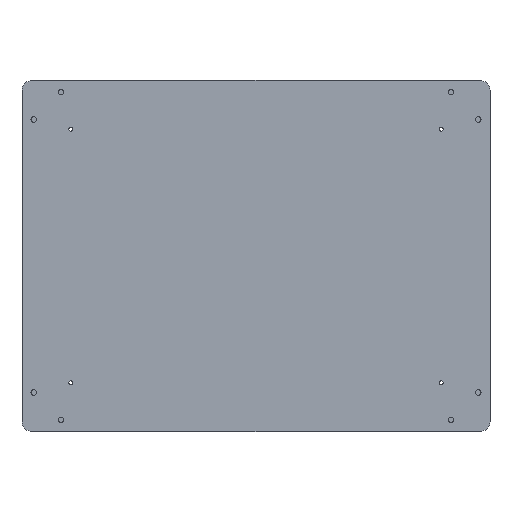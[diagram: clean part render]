
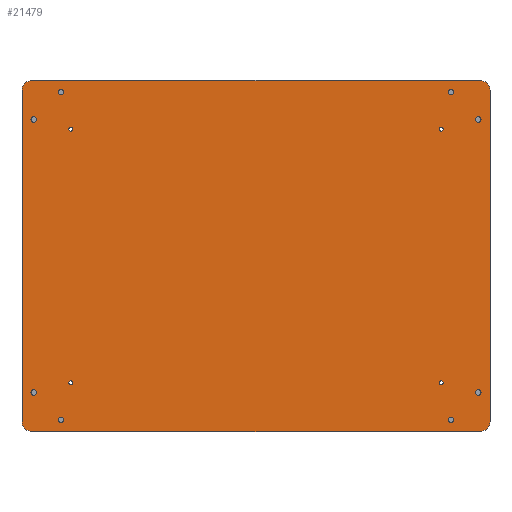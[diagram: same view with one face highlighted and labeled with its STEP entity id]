
A CAD part, front view. The second image highlights one B-rep face of the part: STEP entity #21479.
In plain terms, the highlighted planar face has unit normal (0, -1, 0).
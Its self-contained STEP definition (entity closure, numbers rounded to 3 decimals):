
#1157=FACE_BOUND('',#4144,.T.);
#1158=FACE_BOUND('',#4145,.T.);
#1159=FACE_BOUND('',#4146,.T.);
#1160=FACE_BOUND('',#4147,.T.);
#1161=FACE_BOUND('',#4148,.T.);
#1162=FACE_BOUND('',#4149,.T.);
#1163=FACE_BOUND('',#4150,.T.);
#1164=FACE_BOUND('',#4151,.T.);
#1165=FACE_BOUND('',#4152,.T.);
#1166=FACE_BOUND('',#4153,.T.);
#1167=FACE_BOUND('',#4154,.T.);
#1168=FACE_BOUND('',#4155,.T.);
#1295=PLANE('',#23607);
#2207=FACE_OUTER_BOUND('',#4143,.T.);
#4143=EDGE_LOOP('',(#17236,#17237,#17238,#17239,#17240,#17241,#17242,#17243));
#4144=EDGE_LOOP('',(#17244));
#4145=EDGE_LOOP('',(#17245));
#4146=EDGE_LOOP('',(#17246));
#4147=EDGE_LOOP('',(#17247));
#4148=EDGE_LOOP('',(#17248));
#4149=EDGE_LOOP('',(#17249));
#4150=EDGE_LOOP('',(#17250));
#4151=EDGE_LOOP('',(#17251));
#4152=EDGE_LOOP('',(#17252));
#4153=EDGE_LOOP('',(#17253));
#4154=EDGE_LOOP('',(#17254));
#4155=EDGE_LOOP('',(#17255));
#5329=LINE('',#33749,#7090);
#5333=LINE('',#33761,#7094);
#5337=LINE('',#33773,#7098);
#5341=LINE('',#33784,#7102);
#7090=VECTOR('',#27758,1000.);
#7094=VECTOR('',#27770,1000.);
#7098=VECTOR('',#27782,1000.);
#7102=VECTOR('',#27794,1000.);
#9261=CIRCLE('',#23555,3.5);
#9263=CIRCLE('',#23558,3.5);
#9265=CIRCLE('',#23561,3.5);
#9267=CIRCLE('',#23564,3.5);
#9269=CIRCLE('',#23567,3.5);
#9271=CIRCLE('',#23570,3.5);
#9273=CIRCLE('',#23573,3.5);
#9275=CIRCLE('',#23576,3.5);
#9277=CIRCLE('',#23579,2.5);
#9279=CIRCLE('',#23582,2.5);
#9281=CIRCLE('',#23585,2.5);
#9283=CIRCLE('',#23588,2.5);
#9285=CIRCLE('',#23591,12.5);
#9287=CIRCLE('',#23595,12.5);
#9289=CIRCLE('',#23599,12.5);
#9291=CIRCLE('',#23603,12.5);
#10465=VERTEX_POINT('',#33667);
#10467=VERTEX_POINT('',#33673);
#10469=VERTEX_POINT('',#33679);
#10471=VERTEX_POINT('',#33685);
#10473=VERTEX_POINT('',#33691);
#10475=VERTEX_POINT('',#33697);
#10477=VERTEX_POINT('',#33703);
#10479=VERTEX_POINT('',#33709);
#10481=VERTEX_POINT('',#33715);
#10483=VERTEX_POINT('',#33721);
#10485=VERTEX_POINT('',#33727);
#10487=VERTEX_POINT('',#33733);
#10489=VERTEX_POINT('',#33739);
#10490=VERTEX_POINT('',#33740);
#10493=VERTEX_POINT('',#33748);
#10495=VERTEX_POINT('',#33754);
#10497=VERTEX_POINT('',#33760);
#10499=VERTEX_POINT('',#33766);
#10501=VERTEX_POINT('',#33772);
#10503=VERTEX_POINT('',#33778);
#12855=EDGE_CURVE('',#10465,#10465,#9261,.T.);
#12858=EDGE_CURVE('',#10467,#10467,#9263,.T.);
#12861=EDGE_CURVE('',#10469,#10469,#9265,.T.);
#12864=EDGE_CURVE('',#10471,#10471,#9267,.T.);
#12867=EDGE_CURVE('',#10473,#10473,#9269,.T.);
#12870=EDGE_CURVE('',#10475,#10475,#9271,.T.);
#12873=EDGE_CURVE('',#10477,#10477,#9273,.T.);
#12876=EDGE_CURVE('',#10479,#10479,#9275,.T.);
#12879=EDGE_CURVE('',#10481,#10481,#9277,.T.);
#12882=EDGE_CURVE('',#10483,#10483,#9279,.T.);
#12885=EDGE_CURVE('',#10485,#10485,#9281,.T.);
#12888=EDGE_CURVE('',#10487,#10487,#9283,.T.);
#12891=EDGE_CURVE('',#10489,#10490,#9285,.T.);
#12895=EDGE_CURVE('',#10490,#10493,#5329,.T.);
#12898=EDGE_CURVE('',#10493,#10495,#9287,.T.);
#12901=EDGE_CURVE('',#10495,#10497,#5333,.T.);
#12904=EDGE_CURVE('',#10497,#10499,#9289,.T.);
#12907=EDGE_CURVE('',#10499,#10501,#5337,.T.);
#12910=EDGE_CURVE('',#10501,#10503,#9291,.T.);
#12913=EDGE_CURVE('',#10503,#10489,#5341,.T.);
#17236=ORIENTED_EDGE('',*,*,#12891,.F.);
#17237=ORIENTED_EDGE('',*,*,#12913,.F.);
#17238=ORIENTED_EDGE('',*,*,#12910,.F.);
#17239=ORIENTED_EDGE('',*,*,#12907,.F.);
#17240=ORIENTED_EDGE('',*,*,#12904,.F.);
#17241=ORIENTED_EDGE('',*,*,#12901,.F.);
#17242=ORIENTED_EDGE('',*,*,#12898,.F.);
#17243=ORIENTED_EDGE('',*,*,#12895,.F.);
#17244=ORIENTED_EDGE('',*,*,#12855,.T.);
#17245=ORIENTED_EDGE('',*,*,#12858,.T.);
#17246=ORIENTED_EDGE('',*,*,#12861,.T.);
#17247=ORIENTED_EDGE('',*,*,#12864,.T.);
#17248=ORIENTED_EDGE('',*,*,#12867,.T.);
#17249=ORIENTED_EDGE('',*,*,#12870,.T.);
#17250=ORIENTED_EDGE('',*,*,#12873,.T.);
#17251=ORIENTED_EDGE('',*,*,#12876,.T.);
#17252=ORIENTED_EDGE('',*,*,#12879,.T.);
#17253=ORIENTED_EDGE('',*,*,#12882,.T.);
#17254=ORIENTED_EDGE('',*,*,#12885,.T.);
#17255=ORIENTED_EDGE('',*,*,#12888,.T.);
#21479=ADVANCED_FACE('',(#2207,#1157,#1158,#1159,#1160,#1161,#1162,#1163,
#1164,#1165,#1166,#1167,#1168),#1295,.F.);
#23555=AXIS2_PLACEMENT_3D('',#33668,#27666,#27667);
#23558=AXIS2_PLACEMENT_3D('',#33674,#27673,#27674);
#23561=AXIS2_PLACEMENT_3D('',#33680,#27680,#27681);
#23564=AXIS2_PLACEMENT_3D('',#33686,#27687,#27688);
#23567=AXIS2_PLACEMENT_3D('',#33692,#27694,#27695);
#23570=AXIS2_PLACEMENT_3D('',#33698,#27701,#27702);
#23573=AXIS2_PLACEMENT_3D('',#33704,#27708,#27709);
#23576=AXIS2_PLACEMENT_3D('',#33710,#27715,#27716);
#23579=AXIS2_PLACEMENT_3D('',#33716,#27722,#27723);
#23582=AXIS2_PLACEMENT_3D('',#33722,#27729,#27730);
#23585=AXIS2_PLACEMENT_3D('',#33728,#27736,#27737);
#23588=AXIS2_PLACEMENT_3D('',#33734,#27743,#27744);
#23591=AXIS2_PLACEMENT_3D('',#33741,#27750,#27751);
#23595=AXIS2_PLACEMENT_3D('',#33755,#27763,#27764);
#23599=AXIS2_PLACEMENT_3D('',#33767,#27775,#27776);
#23603=AXIS2_PLACEMENT_3D('',#33779,#27787,#27788);
#23607=AXIS2_PLACEMENT_3D('',#33787,#27798,#27799);
#27666=DIRECTION('center_axis',(0.,1.,0.));
#27667=DIRECTION('ref_axis',(0.,0.,1.));
#27673=DIRECTION('center_axis',(0.,1.,0.));
#27674=DIRECTION('ref_axis',(0.,0.,1.));
#27680=DIRECTION('center_axis',(0.,1.,0.));
#27681=DIRECTION('ref_axis',(0.,0.,1.));
#27687=DIRECTION('center_axis',(0.,1.,0.));
#27688=DIRECTION('ref_axis',(0.,0.,1.));
#27694=DIRECTION('center_axis',(0.,1.,0.));
#27695=DIRECTION('ref_axis',(0.,0.,1.));
#27701=DIRECTION('center_axis',(0.,1.,0.));
#27702=DIRECTION('ref_axis',(0.,0.,1.));
#27708=DIRECTION('center_axis',(0.,1.,0.));
#27709=DIRECTION('ref_axis',(0.,0.,1.));
#27715=DIRECTION('center_axis',(0.,1.,0.));
#27716=DIRECTION('ref_axis',(0.,0.,1.));
#27722=DIRECTION('center_axis',(0.,1.,0.));
#27723=DIRECTION('ref_axis',(0.,0.,1.));
#27729=DIRECTION('center_axis',(0.,1.,0.));
#27730=DIRECTION('ref_axis',(0.,0.,1.));
#27736=DIRECTION('center_axis',(0.,1.,0.));
#27737=DIRECTION('ref_axis',(0.,0.,1.));
#27743=DIRECTION('center_axis',(0.,1.,0.));
#27744=DIRECTION('ref_axis',(0.,0.,1.));
#27750=DIRECTION('center_axis',(0.,1.,0.));
#27751=DIRECTION('ref_axis',(0.,0.,1.));
#27758=DIRECTION('',(0.,0.,-1.));
#27763=DIRECTION('center_axis',(0.,1.,0.));
#27764=DIRECTION('ref_axis',(0.,0.,-1.));
#27770=DIRECTION('',(-1.,0.,0.));
#27775=DIRECTION('center_axis',(0.,1.,0.));
#27776=DIRECTION('ref_axis',(0.,0.,-1.));
#27782=DIRECTION('',(0.,0.,1.));
#27787=DIRECTION('center_axis',(0.,1.,0.));
#27788=DIRECTION('ref_axis',(0.,0.,-1.));
#27794=DIRECTION('',(1.,0.,0.));
#27798=DIRECTION('center_axis',(0.,1.,0.));
#27799=DIRECTION('ref_axis',(0.,0.,1.));
#33667=CARTESIAN_POINT('',(15.,0.,-403.5));
#33668=CARTESIAN_POINT('Origin',(15.,0.,-400.));
#33673=CARTESIAN_POINT('',(15.,0.,-53.5));
#33674=CARTESIAN_POINT('Origin',(15.,0.,-50.));
#33679=CARTESIAN_POINT('',(50.,0.,-18.5));
#33680=CARTESIAN_POINT('Origin',(50.,0.,-15.));
#33685=CARTESIAN_POINT('',(550.,0.,-18.5));
#33686=CARTESIAN_POINT('Origin',(550.,0.,-15.));
#33691=CARTESIAN_POINT('',(585.,0.,-53.5));
#33692=CARTESIAN_POINT('Origin',(585.,0.,-50.));
#33697=CARTESIAN_POINT('',(585.,0.,-403.5));
#33698=CARTESIAN_POINT('Origin',(585.,0.,-400.));
#33703=CARTESIAN_POINT('',(50.,0.,-438.5));
#33704=CARTESIAN_POINT('Origin',(50.,0.,-435.));
#33709=CARTESIAN_POINT('',(550.,0.,-438.5));
#33710=CARTESIAN_POINT('Origin',(550.,0.,-435.));
#33715=CARTESIAN_POINT('',(537.5,0.,-390.));
#33716=CARTESIAN_POINT('Origin',(537.5,0.,-387.5));
#33721=CARTESIAN_POINT('',(62.5,0.,-390.));
#33722=CARTESIAN_POINT('Origin',(62.5,0.,-387.5));
#33727=CARTESIAN_POINT('',(537.5,0.,-65.));
#33728=CARTESIAN_POINT('Origin',(537.5,0.,-62.5));
#33733=CARTESIAN_POINT('',(62.5,0.,-65.));
#33734=CARTESIAN_POINT('Origin',(62.5,0.,-62.5));
#33739=CARTESIAN_POINT('',(587.5,0.,0.));
#33740=CARTESIAN_POINT('',(600.,0.,-12.5));
#33741=CARTESIAN_POINT('Origin',(587.5,0.,-12.5));
#33748=CARTESIAN_POINT('',(600.,0.,-437.5));
#33749=CARTESIAN_POINT('',(600.,0.,-12.5));
#33754=CARTESIAN_POINT('',(587.5,0.,-450.));
#33755=CARTESIAN_POINT('Origin',(587.5,0.,-437.5));
#33760=CARTESIAN_POINT('',(12.5,0.,-450.));
#33761=CARTESIAN_POINT('',(12.5,0.,-450.));
#33766=CARTESIAN_POINT('',(0.,0.,-437.5));
#33767=CARTESIAN_POINT('Origin',(12.5,0.,-437.5));
#33772=CARTESIAN_POINT('',(0.,0.,-12.5));
#33773=CARTESIAN_POINT('',(0.,0.,-12.5));
#33778=CARTESIAN_POINT('',(12.5,0.,0.));
#33779=CARTESIAN_POINT('Origin',(12.5,0.,-12.5));
#33784=CARTESIAN_POINT('',(12.5,0.,0.));
#33787=CARTESIAN_POINT('Origin',(587.5,0.,-12.5));
